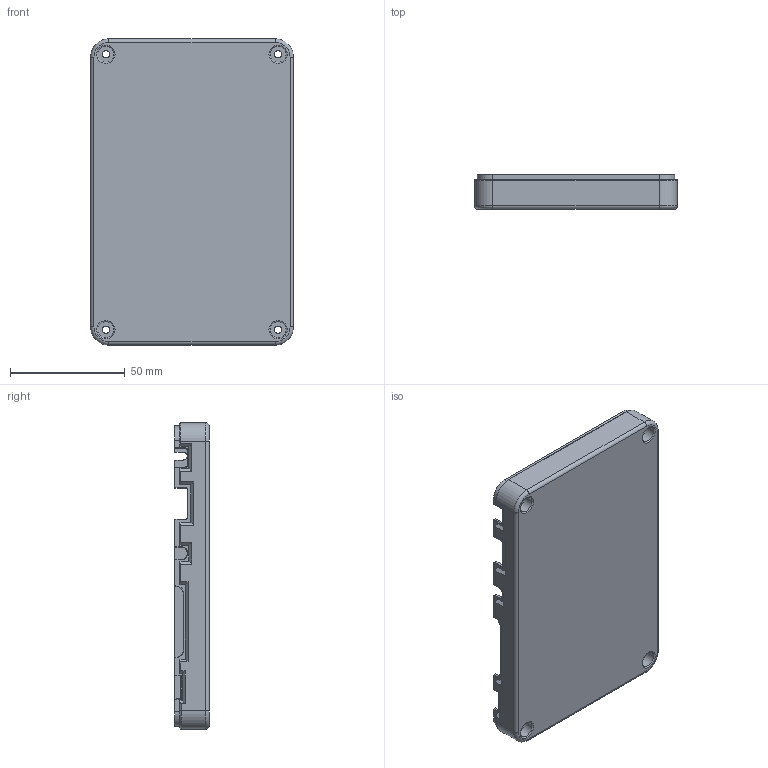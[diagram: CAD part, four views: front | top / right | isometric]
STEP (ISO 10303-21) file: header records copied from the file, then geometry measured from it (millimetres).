
FILE_DESCRIPTION(/* description */ (''),/* implementation_level */ '2;1');
FILE_NAME(/* name */ 'aqp_mini_base.step',/* time_stamp */ '2023-09-24T11:40:07-07:00',/* author */ (''),/* organization */ (''),/* preprocessor_version */ 'ST-DEVELOPER v19.2',/* originating_system */ 'Autodesk Translation Framework v12.6.0.85',/* authorisation */ '');
FILE_SCHEMA (('AUTOMOTIVE_DESIGN { 1 0 10303 214 3 1 1 }'));
Length unit declared in the file: millimetre
Products named in the file (1): aqp-mini-case
Bounding box: 88.43 x 14.96 x 133.4 mm (x, y, z)
Volume: 35915.5 mm3; surface area: 34021.8 mm2
Topology: 1 solids, 1 shells, 201 faces, 522 edges, 327 vertices
Faces by surface type: cylinder 80, plane 75, torus 46
Full cylindrical faces by diameter (mm): 3.2 x4, 7 x4
Entity records: 6212 total; most frequent: DIRECTION 1145, CARTESIAN_POINT 1075, ORIENTED_EDGE 1044, EDGE_CURVE 522, AXIS2_PLACEMENT_3D 429, VERTEX_POINT 327, LINE 287, VECTOR 287
